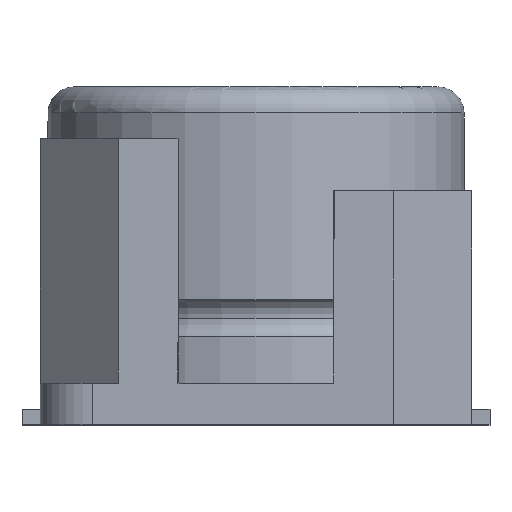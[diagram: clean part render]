
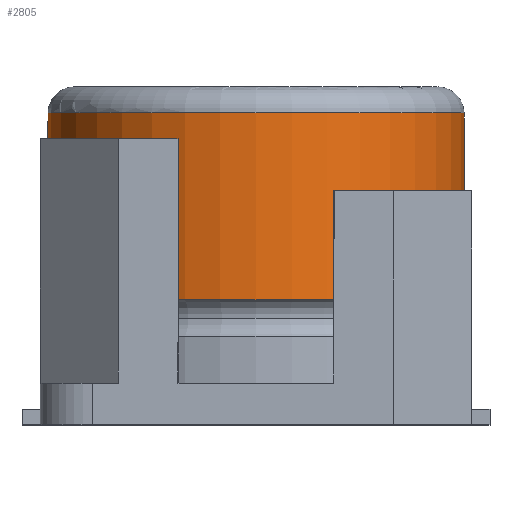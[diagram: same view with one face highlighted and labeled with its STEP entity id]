
A CAD part, top view. The second image highlights one B-rep face of the part: STEP entity #2805.
In plain terms, the highlighted cylindrical face has radius 4 mm (diameter 8 mm), a partial arc.
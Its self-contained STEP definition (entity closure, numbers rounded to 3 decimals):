
#46 = CYLINDRICAL_SURFACE ( 'NONE', #2452, 4. ) ;
#47 = DIRECTION ( 'NONE',  ( 1., 0., 0. ) ) ;
#208 = ORIENTED_EDGE ( 'NONE', *, *, #3441, .T. ) ;
#250 = DIRECTION ( 'NONE',  ( 0., -1., 0. ) ) ;
#329 = ORIENTED_EDGE ( 'NONE', *, *, #2484, .T. ) ;
#411 = EDGE_LOOP ( 'NONE', ( #329, #208, #2164, #2835 ) ) ;
#649 = CARTESIAN_POINT ( 'NONE',  ( -4., 5.2, 0. ) ) ;
#715 = CARTESIAN_POINT ( 'NONE',  ( 4., 1.6, 0. ) ) ;
#774 = DIRECTION ( 'NONE',  ( -1., 0., 0. ) ) ;
#788 = DIRECTION ( 'NONE',  ( 0., -1., 0. ) ) ;
#858 = EDGE_CURVE ( 'NONE', #2132, #1269, #1211, .T. ) ;
#1107 = CARTESIAN_POINT ( 'NONE',  ( 0., 5.2, 0. ) ) ;
#1211 = CIRCLE ( 'NONE', #2949, 4. ) ;
#1269 = VERTEX_POINT ( 'NONE', #3415 ) ;
#1467 = VERTEX_POINT ( 'NONE', #649 ) ;
#1560 = CARTESIAN_POINT ( 'NONE',  ( 0., 5.7, 0. ) ) ;
#1606 = VECTOR ( 'NONE', #1859, 1000. ) ;
#1716 = CARTESIAN_POINT ( 'NONE',  ( 4., 5.7, 0. ) ) ;
#1723 = DIRECTION ( 'NONE',  ( 1., 0., 0. ) ) ;
#1859 = DIRECTION ( 'NONE',  ( 0., -1., 0. ) ) ;
#1971 = VECTOR ( 'NONE', #2278, 1000. ) ;
#2132 = VERTEX_POINT ( 'NONE', #715 ) ;
#2140 = DIRECTION ( 'NONE',  ( 0., -1., 0. ) ) ;
#2164 = ORIENTED_EDGE ( 'NONE', *, *, #858, .F. ) ;
#2230 = AXIS2_PLACEMENT_3D ( 'NONE', #1107, #788, #774 ) ;
#2278 = DIRECTION ( 'NONE',  ( 0., -1., 0. ) ) ;
#2452 = AXIS2_PLACEMENT_3D ( 'NONE', #1560, #2140, #47 ) ;
#2484 = EDGE_CURVE ( 'NONE', #3369, #1467, #3707, .T. ) ;
#2552 = LINE ( 'NONE', #1716, #1971 ) ;
#2713 = CARTESIAN_POINT ( 'NONE',  ( -4., 5.7, 0. ) ) ;
#2805 = ADVANCED_FACE ( 'NONE', ( #3289 ), #46, .T. ) ;
#2835 = ORIENTED_EDGE ( 'NONE', *, *, #3116, .F. ) ;
#2949 = AXIS2_PLACEMENT_3D ( 'NONE', #3167, #250, #1723 ) ;
#3008 = CARTESIAN_POINT ( 'NONE',  ( 4., 5.2, 0. ) ) ;
#3116 = EDGE_CURVE ( 'NONE', #3369, #2132, #2552, .T. ) ;
#3167 = CARTESIAN_POINT ( 'NONE',  ( 0., 1.6, 0. ) ) ;
#3289 = FACE_OUTER_BOUND ( 'NONE', #411, .T. ) ;
#3326 = LINE ( 'NONE', #2713, #1606 ) ;
#3369 = VERTEX_POINT ( 'NONE', #3008 ) ;
#3415 = CARTESIAN_POINT ( 'NONE',  ( -4., 1.6, 0. ) ) ;
#3441 = EDGE_CURVE ( 'NONE', #1467, #1269, #3326, .T. ) ;
#3707 = CIRCLE ( 'NONE', #2230, 4. ) ;
